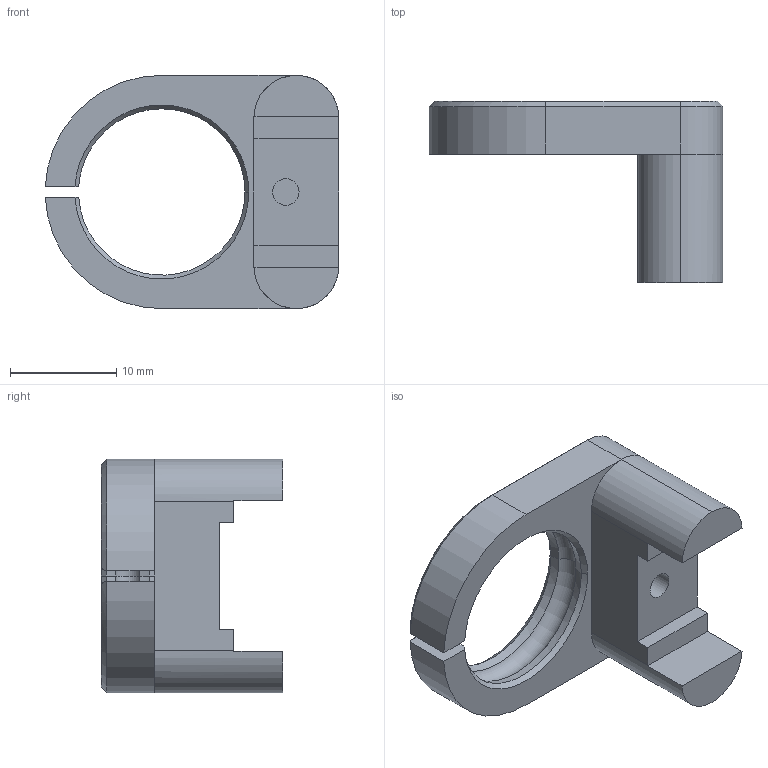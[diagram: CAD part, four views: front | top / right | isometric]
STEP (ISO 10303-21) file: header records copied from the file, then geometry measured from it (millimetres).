
FILE_DESCRIPTION(('FreeCAD Model'),'2;1');
FILE_NAME( 'Kugelhalter_3D_810_2.step', '2015-12-01T14:26:15',('Author'),(''), 'Open CASCADE STEP processor 6.8','FreeCAD','Unknown');
FILE_SCHEMA(('AUTOMOTIVE_DESIGN_CC2 { 1 2 10303 214 -1 1 5 4 }'));
Length unit declared in the file: millimetre
Products named in the file (1): Chamfer004
Bounding box: 27.69 x 17.1 x 22 mm (x, y, z)
Volume: 2942.6 mm3; surface area: 2057 mm2
Topology: 1 solids, 1 shells, 49 faces, 124 edges, 78 vertices
Faces by surface type: plane 26, cylinder 9, bspline 4, cone 4, sphere 4, torus 2
Full cylindrical faces by diameter (mm): 2.5 x1
Entity records: 5679 total; most frequent: CARTESIAN_POINT 3278, DIRECTION 416, ORIENTED_EDGE 248, PCURVE 248, DEFINITIONAL_REPRESENTATION 248, LINE 233, VECTOR 233, EDGE_CURVE 124
